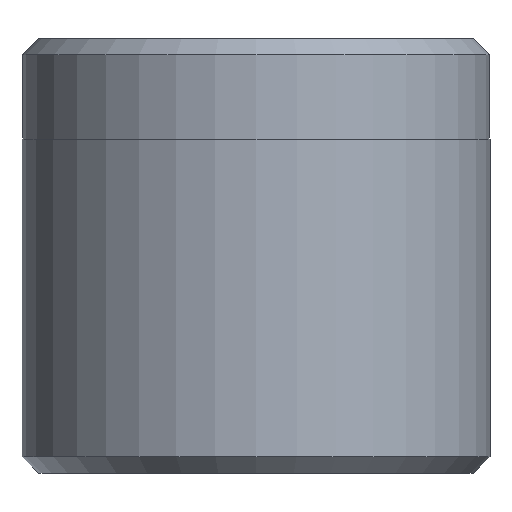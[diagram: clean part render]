
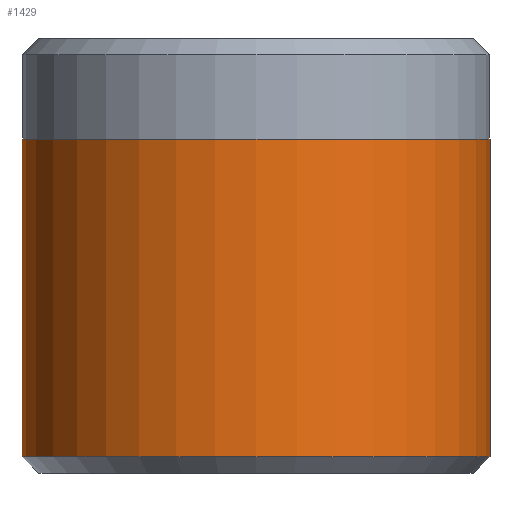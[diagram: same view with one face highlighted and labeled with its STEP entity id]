
A CAD part, front view. The second image highlights one B-rep face of the part: STEP entity #1429.
In plain terms, the highlighted cylindrical face has radius 7 mm (diameter 14 mm), a partial arc.
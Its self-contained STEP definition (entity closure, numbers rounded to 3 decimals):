
#159 = VERTEX_POINT ( 'NONE', #1807 ) ;
#263 = VERTEX_POINT ( 'NONE', #1456 ) ;
#346 = EDGE_CURVE ( 'NONE', #624, #263, #1394, .T. ) ;
#462 = AXIS2_PLACEMENT_3D ( 'NONE', #790, #786, #782 ) ;
#512 = CARTESIAN_POINT ( 'NONE',  ( 7., 0., 13. ) ) ;
#514 = DIRECTION ( 'NONE',  ( 0., 0., -1. ) ) ;
#521 = CIRCLE ( 'NONE', #462, 7. ) ;
#602 = DIRECTION ( 'NONE',  ( 1., 0., 0. ) ) ;
#606 = DIRECTION ( 'NONE',  ( 0., 0., 1. ) ) ;
#613 = CARTESIAN_POINT ( 'NONE',  ( 0., 0., 10. ) ) ;
#624 = VERTEX_POINT ( 'NONE', #953 ) ;
#704 = EDGE_CURVE ( 'NONE', #263, #159, #521, .T. ) ;
#732 = CYLINDRICAL_SURFACE ( 'NONE', #1750, 7. ) ;
#782 = DIRECTION ( 'NONE',  ( 1., 0., 0. ) ) ;
#786 = DIRECTION ( 'NONE',  ( 0., 0., 1. ) ) ;
#790 = CARTESIAN_POINT ( 'NONE',  ( 0., 0., 0.5 ) ) ;
#807 = VECTOR ( 'NONE', #1355, 1000. ) ;
#845 = EDGE_CURVE ( 'NONE', #624, #1700, #2097, .T. ) ;
#944 = EDGE_CURVE ( 'NONE', #1700, #159, #2033, .T. ) ;
#953 = CARTESIAN_POINT ( 'NONE',  ( -7., 0., 10. ) ) ;
#1342 = AXIS2_PLACEMENT_3D ( 'NONE', #613, #606, #602 ) ;
#1355 = DIRECTION ( 'NONE',  ( 0., 0., -1. ) ) ;
#1387 = CARTESIAN_POINT ( 'NONE',  ( -7., 0., 13. ) ) ;
#1392 = FACE_OUTER_BOUND ( 'NONE', #2181, .T. ) ;
#1394 = LINE ( 'NONE', #1387, #807 ) ;
#1418 = DIRECTION ( 'NONE',  ( 0., 0., -1. ) ) ;
#1429 = ADVANCED_FACE ( 'NONE', ( #1392 ), #732, .T. ) ;
#1456 = CARTESIAN_POINT ( 'NONE',  ( -7., 0., 0.5 ) ) ;
#1700 = VERTEX_POINT ( 'NONE', #1931 ) ;
#1750 = AXIS2_PLACEMENT_3D ( 'NONE', #2282, #1418, #2658 ) ;
#1807 = CARTESIAN_POINT ( 'NONE',  ( 7., 0., 0.5 ) ) ;
#1931 = CARTESIAN_POINT ( 'NONE',  ( 7., 0., 10. ) ) ;
#1993 = ORIENTED_EDGE ( 'NONE', *, *, #704, .T. ) ;
#1995 = ORIENTED_EDGE ( 'NONE', *, *, #845, .F. ) ;
#2033 = LINE ( 'NONE', #512, #2425 ) ;
#2060 = ORIENTED_EDGE ( 'NONE', *, *, #346, .T. ) ;
#2097 = CIRCLE ( 'NONE', #1342, 7. ) ;
#2181 = EDGE_LOOP ( 'NONE', ( #2189, #1995, #2060, #1993 ) ) ;
#2189 = ORIENTED_EDGE ( 'NONE', *, *, #944, .F. ) ;
#2282 = CARTESIAN_POINT ( 'NONE',  ( 0., 0., 13. ) ) ;
#2425 = VECTOR ( 'NONE', #514, 1000. ) ;
#2658 = DIRECTION ( 'NONE',  ( -1., 0., 0. ) ) ;
